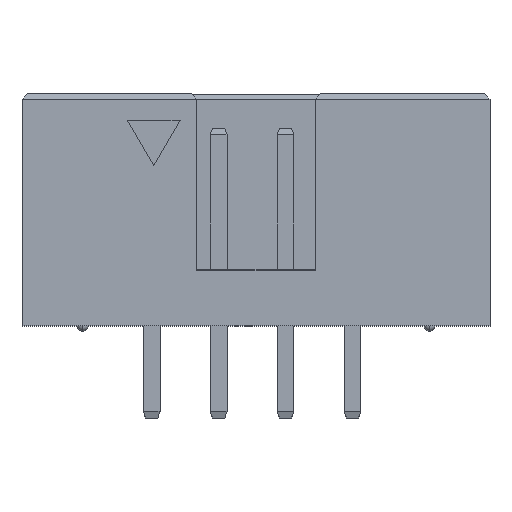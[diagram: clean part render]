
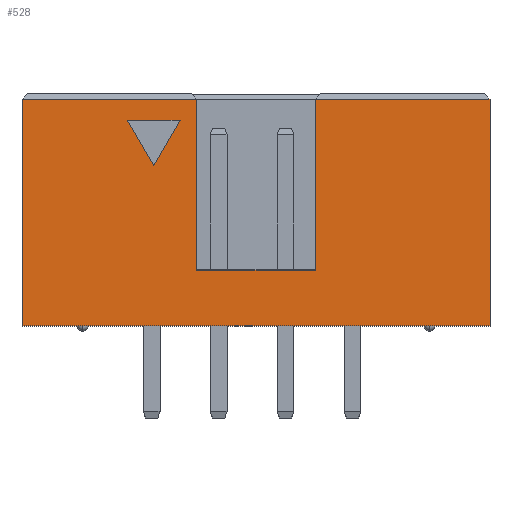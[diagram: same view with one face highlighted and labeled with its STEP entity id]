
A CAD part, top view. The second image highlights one B-rep face of the part: STEP entity #528.
In plain terms, the highlighted planar face has unit normal (0, 0, 1).
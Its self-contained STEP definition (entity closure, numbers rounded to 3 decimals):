
#1 = CARTESIAN_POINT ( 'NONE',  ( -12.76, 6.068, 0. ) ) ;
#154 = CARTESIAN_POINT ( 'NONE',  ( 0., 0., 0. ) ) ;
#163 = EDGE_CURVE ( 'NONE', #807, #540, #1669, .T. ) ;
#205 = DIRECTION ( 'NONE',  ( 0., -1., 0. ) ) ;
#207 = EDGE_CURVE ( 'NONE', #1378, #259, #2624, .T. ) ;
#224 = CARTESIAN_POINT ( 'NONE',  ( -17.76, 8.6, 0. ) ) ;
#241 = ORIENTED_EDGE ( 'NONE', *, *, #163, .T. ) ;
#259 = VERTEX_POINT ( 'NONE', #1196 ) ;
#405 = FACE_OUTER_BOUND ( 'NONE', #2928, .T. ) ;
#437 = VECTOR ( 'NONE', #2889, 1000. ) ;
#445 = VERTEX_POINT ( 'NONE', #154 ) ;
#499 = CARTESIAN_POINT ( 'NONE',  ( -12.76, 6.068, 0. ) ) ;
#501 = ORIENTED_EDGE ( 'NONE', *, *, #1487, .F. ) ;
#528 = ADVANCED_FACE ( 'NONE', ( #405, #724 ), #2843, .F. ) ;
#540 = VERTEX_POINT ( 'NONE', #2828 ) ;
#606 = LINE ( 'NONE', #1546, #2568 ) ;
#612 = DIRECTION ( 'NONE',  ( -1., 0., 0. ) ) ;
#636 = ORIENTED_EDGE ( 'NONE', *, *, #207, .F. ) ;
#666 = CARTESIAN_POINT ( 'NONE',  ( -11.76, 7.8, 0. ) ) ;
#692 = LINE ( 'NONE', #499, #2002 ) ;
#724 = FACE_BOUND ( 'NONE', #2665, .T. ) ;
#807 = VERTEX_POINT ( 'NONE', #1376 ) ;
#905 = ORIENTED_EDGE ( 'NONE', *, *, #1500, .F. ) ;
#917 = EDGE_CURVE ( 'NONE', #540, #1317, #2788, .T. ) ;
#923 = ORIENTED_EDGE ( 'NONE', *, *, #2621, .T. ) ;
#957 = VECTOR ( 'NONE', #612, 1000. ) ;
#963 = VECTOR ( 'NONE', #2587, 1000. ) ;
#969 = CARTESIAN_POINT ( 'NONE',  ( -11.13, 2.1, 0. ) ) ;
#973 = CARTESIAN_POINT ( 'NONE',  ( -11.13, 8.8, 0. ) ) ;
#988 = LINE ( 'NONE', #973, #2822 ) ;
#1019 = CARTESIAN_POINT ( 'NONE',  ( -6.63, 8.8, 0. ) ) ;
#1098 = CARTESIAN_POINT ( 'NONE',  ( -6.63, 8.6, 0. ) ) ;
#1127 = VECTOR ( 'NONE', #2594, 1000. ) ;
#1193 = DIRECTION ( 'NONE',  ( 0., 0., -1. ) ) ;
#1196 = CARTESIAN_POINT ( 'NONE',  ( -6.63, 2.1, 0. ) ) ;
#1207 = ORIENTED_EDGE ( 'NONE', *, *, #917, .T. ) ;
#1267 = EDGE_CURVE ( 'NONE', #2743, #3071, #606, .T. ) ;
#1284 = CARTESIAN_POINT ( 'NONE',  ( -6.63, 8.6, 0. ) ) ;
#1317 = VERTEX_POINT ( 'NONE', #3002 ) ;
#1329 = VECTOR ( 'NONE', #1616, 1000. ) ;
#1340 = LINE ( 'NONE', #1098, #957 ) ;
#1376 = CARTESIAN_POINT ( 'NONE',  ( -11.13, 8.6, 0. ) ) ;
#1378 = VERTEX_POINT ( 'NONE', #2338 ) ;
#1388 = VECTOR ( 'NONE', #2903, 1000. ) ;
#1487 = EDGE_CURVE ( 'NONE', #259, #2173, #2167, .T. ) ;
#1500 = EDGE_CURVE ( 'NONE', #807, #1378, #988, .T. ) ;
#1546 = CARTESIAN_POINT ( 'NONE',  ( -13.76, 7.8, 0. ) ) ;
#1572 = VERTEX_POINT ( 'NONE', #2023 ) ;
#1616 = DIRECTION ( 'NONE',  ( 0., -1., 0. ) ) ;
#1630 = VERTEX_POINT ( 'NONE', #2246 ) ;
#1637 = DIRECTION ( 'NONE',  ( 0.5, 0.866, 0. ) ) ;
#1669 = LINE ( 'NONE', #224, #437 ) ;
#1700 = DIRECTION ( 'NONE',  ( 0., 1., 0. ) ) ;
#1742 = EDGE_CURVE ( 'NONE', #1572, #2743, #1859, .T. ) ;
#1817 = CARTESIAN_POINT ( 'NONE',  ( -17.76, 2.15, 0. ) ) ;
#1859 = LINE ( 'NONE', #666, #1127 ) ;
#1869 = ORIENTED_EDGE ( 'NONE', *, *, #2986, .T. ) ;
#1887 = AXIS2_PLACEMENT_3D ( 'NONE', #2424, #1193, #2155 ) ;
#2002 = VECTOR ( 'NONE', #1637, 1000. ) ;
#2023 = CARTESIAN_POINT ( 'NONE',  ( -11.76, 7.8, 0. ) ) ;
#2094 = DIRECTION ( 'NONE',  ( 0.5, -0.866, 0. ) ) ;
#2154 = CARTESIAN_POINT ( 'NONE',  ( -13.76, 7.8, 0. ) ) ;
#2155 = DIRECTION ( 'NONE',  ( -1., 0., 0. ) ) ;
#2167 = LINE ( 'NONE', #1019, #2430 ) ;
#2173 = VERTEX_POINT ( 'NONE', #1284 ) ;
#2231 = ORIENTED_EDGE ( 'NONE', *, *, #1742, .F. ) ;
#2246 = CARTESIAN_POINT ( 'NONE',  ( 0., 8.6, 0. ) ) ;
#2338 = CARTESIAN_POINT ( 'NONE',  ( -11.13, 2.1, 0. ) ) ;
#2424 = CARTESIAN_POINT ( 'NONE',  ( 0., 2.15, 0. ) ) ;
#2430 = VECTOR ( 'NONE', #1700, 1000. ) ;
#2437 = ORIENTED_EDGE ( 'NONE', *, *, #2696, .F. ) ;
#2522 = CARTESIAN_POINT ( 'NONE',  ( 0., 0., 0. ) ) ;
#2539 = LINE ( 'NONE', #2522, #2705 ) ;
#2568 = VECTOR ( 'NONE', #2094, 1000. ) ;
#2587 = DIRECTION ( 'NONE',  ( 0., -1., 0. ) ) ;
#2594 = DIRECTION ( 'NONE',  ( -1., 0., 0. ) ) ;
#2602 = CARTESIAN_POINT ( 'NONE',  ( 0., 2.15, 0. ) ) ;
#2621 = EDGE_CURVE ( 'NONE', #1317, #445, #2539, .T. ) ;
#2624 = LINE ( 'NONE', #969, #1388 ) ;
#2665 = EDGE_LOOP ( 'NONE', ( #2840, #2231, #2857 ) ) ;
#2696 = EDGE_CURVE ( 'NONE', #1630, #445, #3085, .T. ) ;
#2705 = VECTOR ( 'NONE', #3033, 1000. ) ;
#2743 = VERTEX_POINT ( 'NONE', #2154 ) ;
#2744 = EDGE_CURVE ( 'NONE', #3071, #1572, #692, .T. ) ;
#2788 = LINE ( 'NONE', #1817, #1329 ) ;
#2822 = VECTOR ( 'NONE', #205, 1000. ) ;
#2828 = CARTESIAN_POINT ( 'NONE',  ( -17.76, 8.6, 0. ) ) ;
#2840 = ORIENTED_EDGE ( 'NONE', *, *, #1267, .F. ) ;
#2843 = PLANE ( 'NONE',  #1887 ) ;
#2857 = ORIENTED_EDGE ( 'NONE', *, *, #2744, .F. ) ;
#2889 = DIRECTION ( 'NONE',  ( -1., 0., 0. ) ) ;
#2903 = DIRECTION ( 'NONE',  ( 1., 0., 0. ) ) ;
#2928 = EDGE_LOOP ( 'NONE', ( #905, #241, #1207, #923, #2437, #1869, #501, #636 ) ) ;
#2986 = EDGE_CURVE ( 'NONE', #1630, #2173, #1340, .T. ) ;
#3002 = CARTESIAN_POINT ( 'NONE',  ( -17.76, 0., 0. ) ) ;
#3033 = DIRECTION ( 'NONE',  ( 1., 0., 0. ) ) ;
#3071 = VERTEX_POINT ( 'NONE', #1 ) ;
#3085 = LINE ( 'NONE', #2602, #963 ) ;
